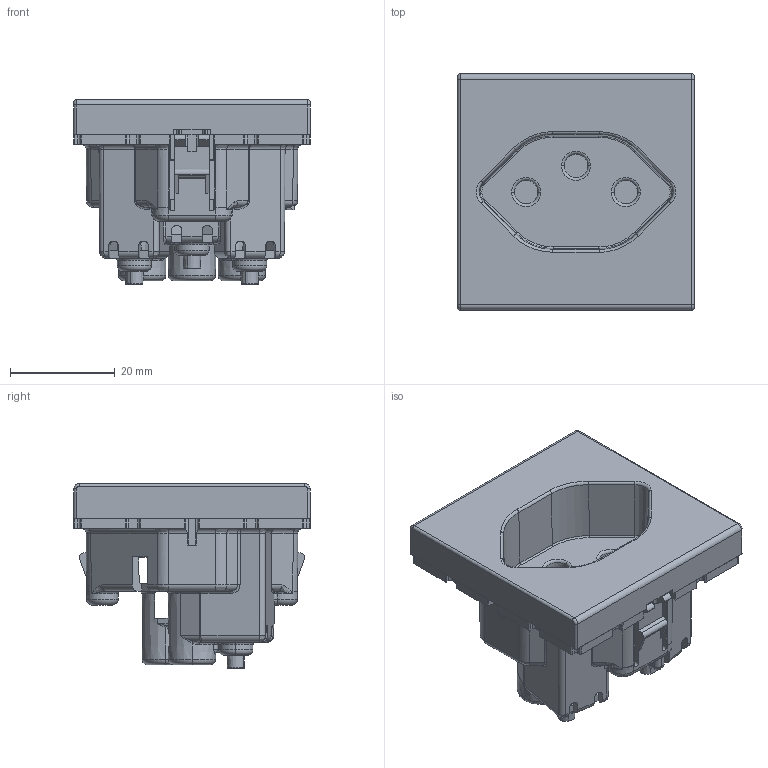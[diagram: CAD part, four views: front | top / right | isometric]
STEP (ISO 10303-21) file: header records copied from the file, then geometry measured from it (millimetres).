
FILE_DESCRIPTION(('CATIA V5 STEP Exchange','CAx-IF Rec.Pracs.--- Model Styling and Organization---1.5--- 2016-08-15','CAx-IF Rec.Pracs.---Supplemental Geometry---1.0---2011-11-01','CAx-IF Rec.Pracs.--- Composite Materials ---1.1---2010-07-15'),'2;1');
FILE_NAME('077506.stp','2023-05-11T07:56:31+00:00',('none'),('none'),'CATIA Version 5-6 Release 2020 SP3','CATIA V5 STEP AP214 v2','none');
FILE_SCHEMA(('AUTOMOTIVE_DESIGN { 1 0 10303 214 1 1 1 1 }'));
Length unit declared in the file: millimetre
Products named in the file (1): 077506
Bounding box: 45.05 x 45.05 x 35.2 mm (x, y, z)
Volume: 14801.2 mm3; surface area: 20773.7 mm2
Topology: 5 solids, 5 shells, 972 faces, 2723 edges, 1711 vertices
Faces by surface type: plane 390, cylinder 298, bspline 109, torus 90, cone 73, sphere 12
Entity records: 37223 total; most frequent: CARTESIAN_POINT 15164, ORIENTED_EDGE 5382, DIRECTION 3226, EDGE_CURVE 2691, VERTEX_POINT 1711, VECTOR 1294, LINE 1294, AXIS2_PLACEMENT_3D 1245
